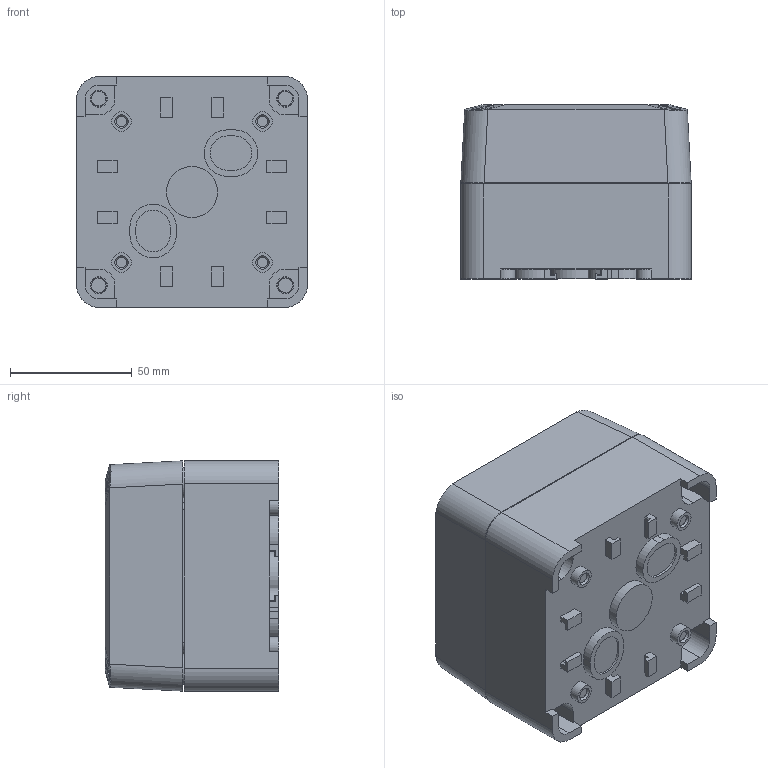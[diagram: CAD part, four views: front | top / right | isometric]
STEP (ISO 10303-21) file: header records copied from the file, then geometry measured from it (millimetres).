
FILE_DESCRIPTION (( 'STEP AP214' ), '1' );
FILE_NAME ('2005594.stp', '2022-11-25T09:54:33', ( '' ), ( '' ), 'SwSTEP 2.0', 'SolidWorks 2020', '' );
FILE_SCHEMA (( 'AUTOMOTIVE_DESIGN' ));
Length unit declared in the file: millimetre
Products named in the file (6): 097781_Grau 7035; 097860_ohne Ausbrech”ffnungen; ED170-04-02_Standard; 2005594; 098120_Standard; 114532_Standard
Assembly tree (9 placements, depth 3):
  2005594
    097860_ohne Ausbrech”ffnungen
    114532_Standard
      097781_Grau 7035
    098120_Standard  x4
    ED170-04-02_Standard  x2
Bounding box: 95 x 71.5 x 95 mm (x, y, z)
Volume: 187594.6 mm3; surface area: 103100.9 mm2
Topology: 8 solids, 8 shells, 444 faces, 1095 edges, 727 vertices
Faces by surface type: plane 308, cylinder 87, cone 49
Full cylindrical faces by diameter (mm): 6 x4, 6.8 x4, 7 x5, 8 x4, 8.6 x4, 8.8 x4, 9.1 x4, 12.5 x4, 18 x1, 21 x1
Entity records: 11883 total; most frequent: CARTESIAN_POINT 2052, DIRECTION 1962, ORIENTED_EDGE 1860, EDGE_CURVE 930, VECTOR 676, LINE 676, AXIS2_PLACEMENT_3D 643, VERTEX_POINT 634
